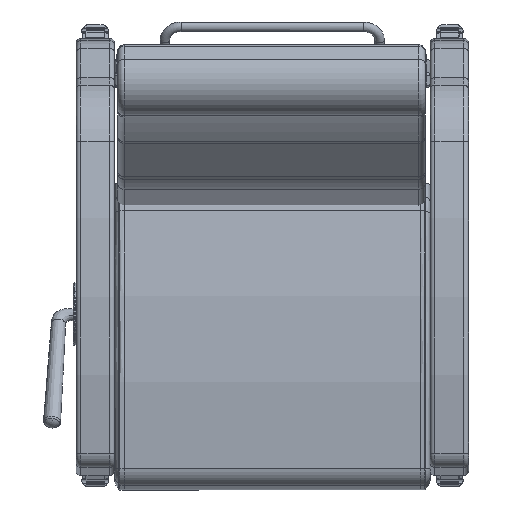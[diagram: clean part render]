
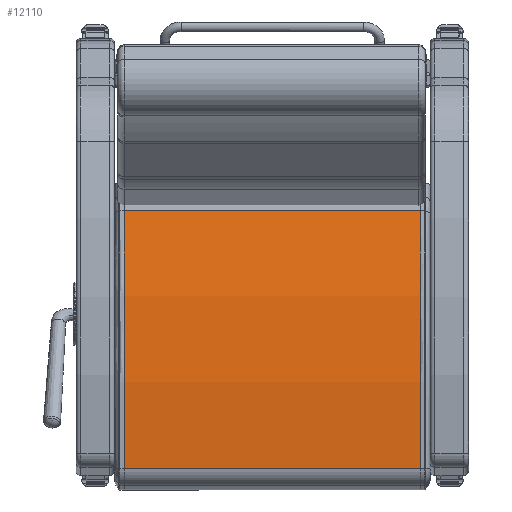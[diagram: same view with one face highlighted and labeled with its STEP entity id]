
A CAD part, front view. The second image highlights one B-rep face of the part: STEP entity #12110.
In plain terms, the highlighted free-form (B-spline) face has degree [1, 2] with [2, 3] control points.
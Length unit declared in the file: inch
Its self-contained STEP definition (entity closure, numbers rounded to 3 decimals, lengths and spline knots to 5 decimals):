
#274=(
BOUNDED_SURFACE()
B_SPLINE_SURFACE(1,2,((#20082,#20083,#20084),(#20085,#20086,#20087)),
 .UNSPECIFIED.,.F.,.F.,.F.)
B_SPLINE_SURFACE_WITH_KNOTS((2,2),(3,3),(-0.19254,0.19254),
(1.36178,1.69928),.UNSPECIFIED.)
GEOMETRIC_REPRESENTATION_ITEM()
RATIONAL_B_SPLINE_SURFACE(((1.,0.986,1.),(1.,0.986,
1.)))
REPRESENTATION_ITEM('')
SURFACE()
);
#297=ELLIPSE('',#13188,60.05357,60.);
#309=ELLIPSE('',#13230,60.05357,60.);
#1244=FACE_OUTER_BOUND('',#2039,.T.);
#2039=EDGE_LOOP('',(#8565,#8566,#8567,#8568));
#2932=LINE('',#20081,#3726);
#2933=LINE('',#20088,#3727);
#3726=VECTOR('',#15230,0.3937);
#3727=VECTOR('',#15231,0.3937);
#5279=VERTEX_POINT('',#19254);
#5280=VERTEX_POINT('',#19277);
#5320=VERTEX_POINT('',#19494);
#5321=VERTEX_POINT('',#19517);
#6441=EDGE_CURVE('',#5280,#5279,#297,.T.);
#6500=EDGE_CURVE('',#5321,#5320,#309,.T.);
#6580=EDGE_CURVE('',#5279,#5321,#2932,.T.);
#6581=EDGE_CURVE('',#5280,#5320,#2933,.T.);
#8565=ORIENTED_EDGE('',*,*,#6441,.F.);
#8566=ORIENTED_EDGE('',*,*,#6581,.T.);
#8567=ORIENTED_EDGE('',*,*,#6500,.F.);
#8568=ORIENTED_EDGE('',*,*,#6580,.F.);
#12110=ADVANCED_FACE('',(#1244),#274,.F.);
#13188=AXIS2_PLACEMENT_3D('',#19279,#14983,#14984);
#13230=AXIS2_PLACEMENT_3D('',#19519,#15092,#15093);
#14983=DIRECTION('center_axis',(0.,0.,-1.));
#14984=DIRECTION('ref_axis',(1.,0.,0.));
#15092=DIRECTION('center_axis',(0.,0.,1.));
#15093=DIRECTION('ref_axis',(1.,0.,0.));
#15230=DIRECTION('',(0.,0.,1.));
#15231=DIRECTION('',(0.,0.,1.));
#19254=CARTESIAN_POINT('',(10.1114,0.44486,-11.5625));
#19277=CARTESIAN_POINT('',(-10.04459,1.25621,-11.5625));
#19279=CARTESIAN_POINT('Origin',(-2.34979,-58.24922,-11.5625));
#19494=CARTESIAN_POINT('',(-10.04459,1.25621,11.5625));
#19517=CARTESIAN_POINT('',(10.1114,0.44486,11.5625));
#19519=CARTESIAN_POINT('Origin',(-2.34979,-58.24922,11.5625));
#20081=CARTESIAN_POINT('',(10.1114,0.44486,0.));
#20082=CARTESIAN_POINT('Ctrl Pts',(10.1114,0.44486,-11.5625));
#20083=CARTESIAN_POINT('Ctrl Pts',(0.10258,2.56602,-11.5625));
#20084=CARTESIAN_POINT('Ctrl Pts',(-10.04459,1.25621,-11.5625));
#20085=CARTESIAN_POINT('Ctrl Pts',(10.1114,0.44486,11.5625));
#20086=CARTESIAN_POINT('Ctrl Pts',(0.10258,2.56602,11.5625));
#20087=CARTESIAN_POINT('Ctrl Pts',(-10.04459,1.25621,11.5625));
#20088=CARTESIAN_POINT('',(-10.04459,1.25621,0.));
